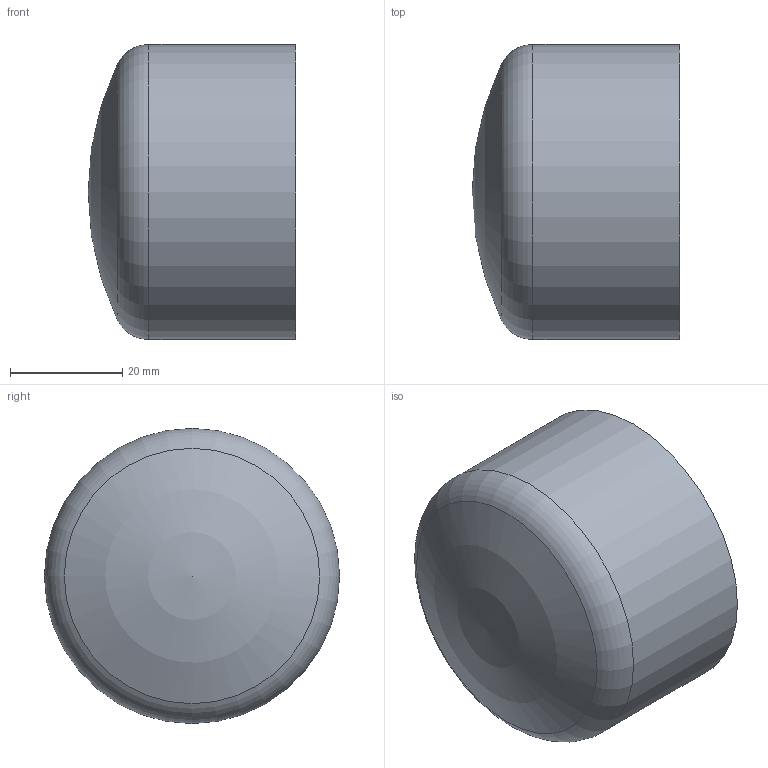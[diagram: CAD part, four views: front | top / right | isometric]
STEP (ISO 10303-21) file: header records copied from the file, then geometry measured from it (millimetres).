
FILE_DESCRIPTION( ( 'STEP AP214' ), '1' );
FILE_NAME( 'AGRU_11054004007_End Cap_PPR grey_40 - MOP 20 bar (architecture400).stp', '2022-03-09T06:38:48', ( 'License CC BY-ND 4.0' ), ( 'CADENAS' ), ' ', 'PARTsolutions', ' ' );
FILE_SCHEMA( ( 'AUTOMOTIVE_DESIGN { 1 0 10303 214 1 1 1 1 }' ) );
Length unit declared in the file: millimetre
Products named in the file (1): _AGRU_11054004007_End Cap_PPR grey_40 - MOP 20 bar (architecture400)
Bounding box: 36.92 x 52.5 x 52.5 mm (x, y, z)
Volume: 38111.4 mm3; surface area: 12565 mm2
Topology: 1 solids, 1 shells, 9 faces, 19 edges, 12 vertices
Faces by surface type: cylinder 3, torus 2, plane 2, sphere 2
Full cylindrical faces by diameter (mm): 35.833 x1, 40 x1, 52.5 x1
Entity records: 270 total; most frequent: DIRECTION 36, CARTESIAN_POINT 28, AXIS2_PLACEMENT_3D 18, EDGE_LOOP 16, ORIENTED_EDGE 16, FACE_OUTER_BOUND 14, VERTEX_POINT 10, STYLED_ITEM 9
